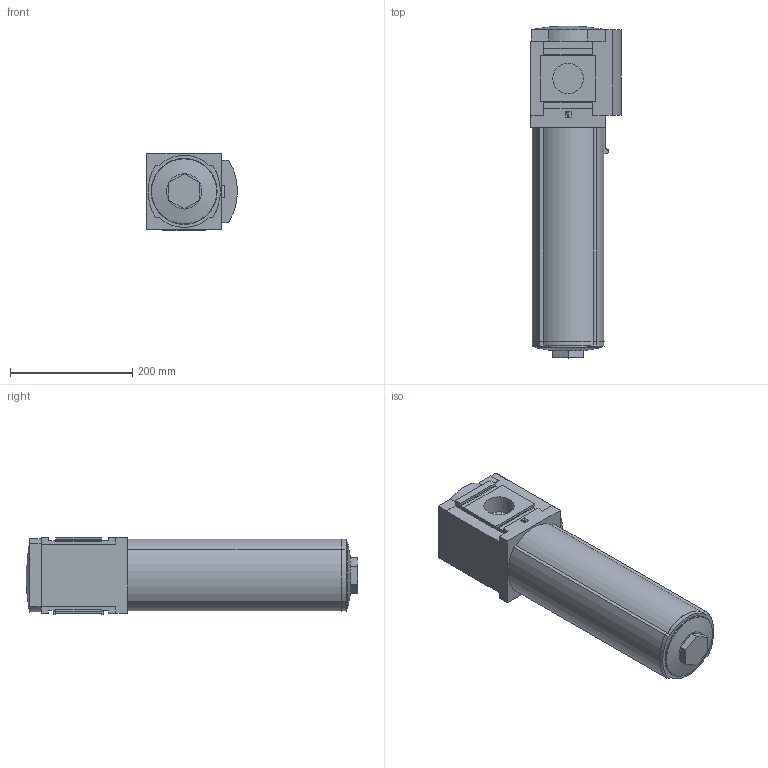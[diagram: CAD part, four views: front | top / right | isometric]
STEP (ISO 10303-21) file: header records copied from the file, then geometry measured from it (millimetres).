
FILE_DESCRIPTION(/* description */ ('STEP AP214'),/* implementation_level */ '2;1');
FILE_NAME(/* name */ '537155_MS12-LFX-G-U',/* time_stamp */ '2024-09-06T21:20:31+02:00',/* author */ ('License CC BY-ND 4.0'),/* organization */ ('CADENAS'),/* preprocessor_version */ 'ST-DEVELOPER v19.3',/* originating_system */ 'PARTsolutions',/* authorisation */ ' ');
FILE_SCHEMA (('AUTOMOTIVE_DESIGN {1 0 10303 214 3 1 1}'));
Length unit declared in the file: millimetre
Products named in the file (2): 537155 MS12-LFX-G-U; 535043 MS12-LFX-G-Ut
Assembly tree (1 placements, depth 2):
  537155 MS12-LFX-G-U
    535043 MS12-LFX-G-Ut
Bounding box: 147.71 x 543 x 126 mm (x, y, z)
Volume: 6575063.8 mm3; surface area: 277488.3 mm2
Topology: 1 solids, 1 shells, 190 faces, 519 edges, 338 vertices
Faces by surface type: plane 138, cylinder 41, cone 8, torus 2, sphere 1
Full cylindrical faces by diameter (mm): 50 x2, 57.7 x1, 108 x1
Entity records: 7282 total; most frequent: CARTESIAN_POINT 1082, ORIENTED_EDGE 1016, DIRECTION 987, EDGE_CURVE 508, LINE 381, VECTOR 381, VERTEX_POINT 334, AXIS2_PLACEMENT_3D 303
